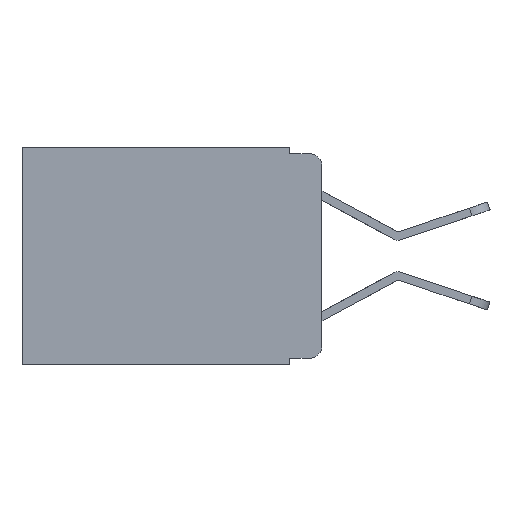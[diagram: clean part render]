
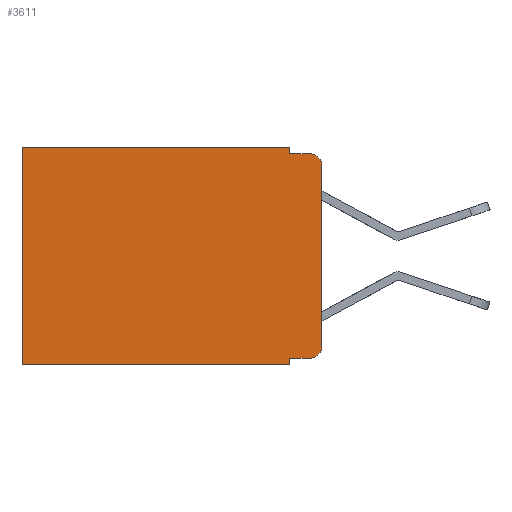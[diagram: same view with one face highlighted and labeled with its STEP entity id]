
A CAD part, left-side view. The second image highlights one B-rep face of the part: STEP entity #3611.
In plain terms, the highlighted planar face has unit normal (-1, 0, 0).
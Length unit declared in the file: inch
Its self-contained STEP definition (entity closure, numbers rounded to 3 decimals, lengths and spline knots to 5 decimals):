
#204 = ORIENTED_EDGE ( 'NONE', *, *, #11584, .F. ) ;
#448 = VERTEX_POINT ( 'NONE', #11108 ) ;
#566 = CARTESIAN_POINT ( 'NONE',  ( 0.298, 0., 0. ) ) ;
#583 = DIRECTION ( 'NONE',  ( 0., 0., -1. ) ) ;
#722 = VERTEX_POINT ( 'NONE', #10674 ) ;
#771 = CARTESIAN_POINT ( 'NONE',  ( 0.298, 0.473, -0.343 ) ) ;
#934 = VERTEX_POINT ( 'NONE', #771 ) ;
#1220 = DIRECTION ( 'NONE',  ( 0., 0., -1. ) ) ;
#1793 = CARTESIAN_POINT ( 'NONE',  ( 0.298, 0.473, 0. ) ) ;
#1946 = ORIENTED_EDGE ( 'NONE', *, *, #10802, .T. ) ;
#2575 = CARTESIAN_POINT ( 'NONE',  ( 0.298, 0., 0. ) ) ;
#2890 = AXIS2_PLACEMENT_3D ( 'NONE', #14970, #8276, #1220 ) ;
#3316 = CIRCLE ( 'NONE', #2890, 0.02 ) ;
#3544 = DIRECTION ( 'NONE',  ( 0., 0., -1. ) ) ;
#3611 = ADVANCED_FACE ( 'NONE', ( #7594 ), #12900, .F. ) ;
#3693 = DIRECTION ( 'NONE',  ( 0., 0., -1. ) ) ;
#3720 = CARTESIAN_POINT ( 'NONE',  ( 0.298, 0., -0.313 ) ) ;
#3793 = CARTESIAN_POINT ( 'NONE',  ( 0.298, 0.051, -0.01 ) ) ;
#3838 = CARTESIAN_POINT ( 'NONE',  ( 0.298, 0.051, -0.343 ) ) ;
#3908 = LINE ( 'NONE', #5759, #7051 ) ;
#4141 = ORIENTED_EDGE ( 'NONE', *, *, #13087, .T. ) ;
#4380 = DIRECTION ( 'NONE',  ( 0., 1., 0. ) ) ;
#4422 = VECTOR ( 'NONE', #3544, 39.37008 ) ;
#4425 = VERTEX_POINT ( 'NONE', #3793 ) ;
#5121 = VECTOR ( 'NONE', #3693, 39.37008 ) ;
#5302 = CARTESIAN_POINT ( 'NONE',  ( 0.298, 0.051, -0.333 ) ) ;
#5402 = EDGE_LOOP ( 'NONE', ( #13662, #4141, #14170, #204, #10861, #1946, #8314, #5441, #11899, #12523 ) ) ;
#5441 = ORIENTED_EDGE ( 'NONE', *, *, #10009, .F. ) ;
#5521 = CARTESIAN_POINT ( 'NONE',  ( 0.298, 0., -0.343 ) ) ;
#5618 = VECTOR ( 'NONE', #10106, 39.37008 ) ;
#5697 = LINE ( 'NONE', #11634, #11094 ) ;
#5739 = VERTEX_POINT ( 'NONE', #5302 ) ;
#5759 = CARTESIAN_POINT ( 'NONE',  ( 0.298, 0.051, -0.01 ) ) ;
#6478 = DIRECTION ( 'NONE',  ( 0., 0., -1. ) ) ;
#6566 = CARTESIAN_POINT ( 'NONE',  ( 0.298, 0., -0.03 ) ) ;
#7051 = VECTOR ( 'NONE', #12618, 39.37008 ) ;
#7115 = CARTESIAN_POINT ( 'NONE',  ( 0.298, 0., 0. ) ) ;
#7125 = DIRECTION ( 'NONE',  ( 0., -1., 0. ) ) ;
#7594 = FACE_OUTER_BOUND ( 'NONE', #5402, .T. ) ;
#7669 = DIRECTION ( 'NONE',  ( -1., 0., 0. ) ) ;
#8276 = DIRECTION ( 'NONE',  ( -1., 0., 0. ) ) ;
#8314 = ORIENTED_EDGE ( 'NONE', *, *, #13626, .F. ) ;
#8511 = EDGE_CURVE ( 'NONE', #722, #13901, #8902, .T. ) ;
#8641 = LINE ( 'NONE', #2575, #14250 ) ;
#8651 = AXIS2_PLACEMENT_3D ( 'NONE', #14421, #7669, #583 ) ;
#8902 = CIRCLE ( 'NONE', #8651, 0.02 ) ;
#8989 = CARTESIAN_POINT ( 'NONE',  ( 0.298, 0.051, 0. ) ) ;
#9161 = VECTOR ( 'NONE', #4380, 39.37008 ) ;
#9260 = EDGE_CURVE ( 'NONE', #5739, #722, #5697, .T. ) ;
#9757 = VERTEX_POINT ( 'NONE', #10307 ) ;
#9925 = DIRECTION ( 'NONE',  ( 0., 0., -1. ) ) ;
#9940 = VECTOR ( 'NONE', #9925, 39.37008 ) ;
#9947 = CARTESIAN_POINT ( 'NONE',  ( 0.298, 0.02, -0.01 ) ) ;
#10009 = EDGE_CURVE ( 'NONE', #5739, #10753, #11618, .T. ) ;
#10106 = DIRECTION ( 'NONE',  ( 0., 0., -1. ) ) ;
#10306 = LINE ( 'NONE', #1793, #9940 ) ;
#10307 = CARTESIAN_POINT ( 'NONE',  ( 0.298, 0.051, 0. ) ) ;
#10674 = CARTESIAN_POINT ( 'NONE',  ( 0.298, 0.02, -0.333 ) ) ;
#10753 = VERTEX_POINT ( 'NONE', #3838 ) ;
#10802 = EDGE_CURVE ( 'NONE', #448, #934, #10306, .T. ) ;
#10861 = ORIENTED_EDGE ( 'NONE', *, *, #13899, .T. ) ;
#11094 = VECTOR ( 'NONE', #7125, 39.37008 ) ;
#11108 = CARTESIAN_POINT ( 'NONE',  ( 0.298, 0.473, 0. ) ) ;
#11584 = EDGE_CURVE ( 'NONE', #9757, #4425, #11738, .T. ) ;
#11618 = LINE ( 'NONE', #12949, #5121 ) ;
#11634 = CARTESIAN_POINT ( 'NONE',  ( 0.298, 0.051, -0.333 ) ) ;
#11738 = LINE ( 'NONE', #8989, #5618 ) ;
#11829 = DIRECTION ( 'NONE',  ( 1., 0., 0. ) ) ;
#11867 = DIRECTION ( 'NONE',  ( 0., 1., 0. ) ) ;
#11899 = ORIENTED_EDGE ( 'NONE', *, *, #9260, .T. ) ;
#12205 = LINE ( 'NONE', #5521, #9161 ) ;
#12337 = EDGE_CURVE ( 'NONE', #4425, #12709, #3908, .T. ) ;
#12523 = ORIENTED_EDGE ( 'NONE', *, *, #8511, .T. ) ;
#12618 = DIRECTION ( 'NONE',  ( 0., -1., 0. ) ) ;
#12709 = VERTEX_POINT ( 'NONE', #9947 ) ;
#12724 = VERTEX_POINT ( 'NONE', #6566 ) ;
#12900 = PLANE ( 'NONE',  #14413 ) ;
#12949 = CARTESIAN_POINT ( 'NONE',  ( 0.298, 0.051, 0. ) ) ;
#13087 = EDGE_CURVE ( 'NONE', #12724, #12709, #3316, .T. ) ;
#13221 = LINE ( 'NONE', #7115, #4422 ) ;
#13626 = EDGE_CURVE ( 'NONE', #10753, #934, #12205, .T. ) ;
#13662 = ORIENTED_EDGE ( 'NONE', *, *, #14521, .F. ) ;
#13899 = EDGE_CURVE ( 'NONE', #9757, #448, #8641, .T. ) ;
#13901 = VERTEX_POINT ( 'NONE', #3720 ) ;
#14170 = ORIENTED_EDGE ( 'NONE', *, *, #12337, .F. ) ;
#14250 = VECTOR ( 'NONE', #11867, 39.37008 ) ;
#14413 = AXIS2_PLACEMENT_3D ( 'NONE', #566, #11829, #6478 ) ;
#14421 = CARTESIAN_POINT ( 'NONE',  ( 0.298, 0.02, -0.313 ) ) ;
#14521 = EDGE_CURVE ( 'NONE', #12724, #13901, #13221, .T. ) ;
#14970 = CARTESIAN_POINT ( 'NONE',  ( 0.298, 0.02, -0.03 ) ) ;
